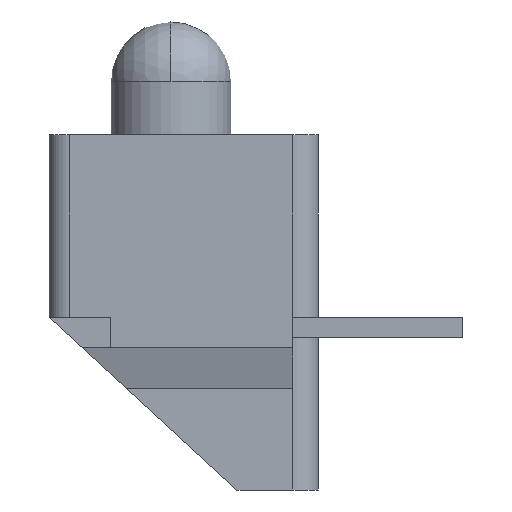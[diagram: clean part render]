
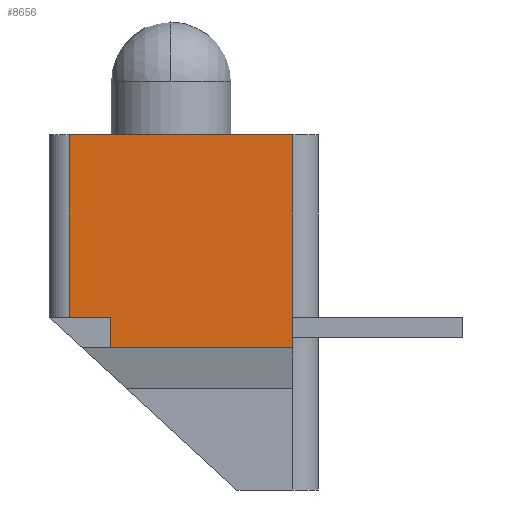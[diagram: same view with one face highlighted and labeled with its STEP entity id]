
A CAD part, left-side view. The second image highlights one B-rep face of the part: STEP entity #8656.
In plain terms, the highlighted planar face has unit normal (-1, 0, 0).
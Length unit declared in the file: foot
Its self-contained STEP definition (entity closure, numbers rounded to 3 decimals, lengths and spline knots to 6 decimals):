
#191 = VECTOR ( 'NONE', #3832, 3.28084 ) ;
#257 = VECTOR ( 'NONE', #5066, 3.28084 ) ;
#384 = EDGE_CURVE ( 'NONE', #7418, #1753, #3416, .T. ) ;
#409 = LINE ( 'NONE', #3006, #191 ) ;
#424 = CARTESIAN_POINT ( 'NONE',  ( -0.028333, -0.01, 0. ) ) ;
#533 = VECTOR ( 'NONE', #4159, 3.28084 ) ;
#549 = EDGE_CURVE ( 'NONE', #4885, #5756, #409, .T. ) ;
#930 = CARTESIAN_POINT ( 'NONE',  ( -0.028333, 0.005, -0.0175 ) ) ;
#1007 = CARTESIAN_POINT ( 'NONE',  ( -0.028333, -0.01, -0.015 ) ) ;
#1753 = VERTEX_POINT ( 'NONE', #7985 ) ;
#2135 = FACE_OUTER_BOUND ( 'NONE', #5592, .T. ) ;
#2160 = VECTOR ( 'NONE', #6737, 3.28084 ) ;
#2450 = LINE ( 'NONE', #7945, #8093 ) ;
#2607 = PLANE ( 'NONE',  #6311 ) ;
#2643 = EDGE_CURVE ( 'NONE', #8765, #5502, #7854, .T. ) ;
#2670 = CARTESIAN_POINT ( 'NONE',  ( -0.028333, 0.005, 0. ) ) ;
#3006 = CARTESIAN_POINT ( 'NONE',  ( -0.028333, -0.01, 0. ) ) ;
#3168 = ORIENTED_EDGE ( 'NONE', *, *, #2643, .F. ) ;
#3416 = LINE ( 'NONE', #2670, #533 ) ;
#3832 = DIRECTION ( 'NONE',  ( 0., 0., -1. ) ) ;
#4116 = DIRECTION ( 'NONE',  ( 0., 0., 1. ) ) ;
#4157 = ORIENTED_EDGE ( 'NONE', *, *, #9349, .T. ) ;
#4159 = DIRECTION ( 'NONE',  ( 0., 0., -1. ) ) ;
#4293 = DIRECTION ( 'NONE',  ( 0., -1., 0. ) ) ;
#4356 = ORIENTED_EDGE ( 'NONE', *, *, #5219, .T. ) ;
#4552 = VECTOR ( 'NONE', #5449, 3.28084 ) ;
#4555 = VECTOR ( 'NONE', #7593, 3.28084 ) ;
#4776 = LINE ( 'NONE', #1007, #4552 ) ;
#4885 = VERTEX_POINT ( 'NONE', #5163 ) ;
#5066 = DIRECTION ( 'NONE',  ( 0., -1., 0. ) ) ;
#5163 = CARTESIAN_POINT ( 'NONE',  ( -0.028333, -0.01, -0.015 ) ) ;
#5219 = EDGE_CURVE ( 'NONE', #8765, #6719, #8034, .T. ) ;
#5449 = DIRECTION ( 'NONE',  ( 0., 0., 1. ) ) ;
#5502 = VERTEX_POINT ( 'NONE', #424 ) ;
#5592 = EDGE_LOOP ( 'NONE', ( #4157, #3168, #4356, #9095, #6629, #8560, #8026 ) ) ;
#5720 = CARTESIAN_POINT ( 'NONE',  ( -0.028333, 0.008333, 0. ) ) ;
#5756 = VERTEX_POINT ( 'NONE', #5916 ) ;
#5916 = CARTESIAN_POINT ( 'NONE',  ( -0.028333, -0.01, -0.0175 ) ) ;
#6022 = CARTESIAN_POINT ( 'NONE',  ( -0.028333, 0.008333, -0.015 ) ) ;
#6311 = AXIS2_PLACEMENT_3D ( 'NONE', #7771, #8514, #4116 ) ;
#6330 = CARTESIAN_POINT ( 'NONE',  ( -0.028333, 0.005, -0.015 ) ) ;
#6505 = LINE ( 'NONE', #930, #4555 ) ;
#6629 = ORIENTED_EDGE ( 'NONE', *, *, #384, .T. ) ;
#6719 = VERTEX_POINT ( 'NONE', #6772 ) ;
#6737 = DIRECTION ( 'NONE',  ( 0., 0., -1. ) ) ;
#6772 = CARTESIAN_POINT ( 'NONE',  ( -0.028333, 0.008333, -0.015 ) ) ;
#6777 = EDGE_CURVE ( 'NONE', #1753, #5756, #6505, .T. ) ;
#7418 = VERTEX_POINT ( 'NONE', #6330 ) ;
#7593 = DIRECTION ( 'NONE',  ( 0., -1., 0. ) ) ;
#7771 = CARTESIAN_POINT ( 'NONE',  ( -0.028333, -0.01, -0.015 ) ) ;
#7854 = LINE ( 'NONE', #8718, #257 ) ;
#7945 = CARTESIAN_POINT ( 'NONE',  ( -0.028333, -0.01, -0.015 ) ) ;
#7985 = CARTESIAN_POINT ( 'NONE',  ( -0.028333, 0.005, -0.0175 ) ) ;
#8026 = ORIENTED_EDGE ( 'NONE', *, *, #549, .F. ) ;
#8034 = LINE ( 'NONE', #6022, #2160 ) ;
#8093 = VECTOR ( 'NONE', #4293, 3.28084 ) ;
#8514 = DIRECTION ( 'NONE',  ( -1., 0., 0. ) ) ;
#8560 = ORIENTED_EDGE ( 'NONE', *, *, #6777, .T. ) ;
#8656 = ADVANCED_FACE ( 'NONE', ( #2135 ), #2607, .T. ) ;
#8718 = CARTESIAN_POINT ( 'NONE',  ( -0.028333, -0.01, 0. ) ) ;
#8765 = VERTEX_POINT ( 'NONE', #5720 ) ;
#9095 = ORIENTED_EDGE ( 'NONE', *, *, #9569, .T. ) ;
#9349 = EDGE_CURVE ( 'NONE', #4885, #5502, #4776, .T. ) ;
#9569 = EDGE_CURVE ( 'NONE', #6719, #7418, #2450, .T. ) ;
